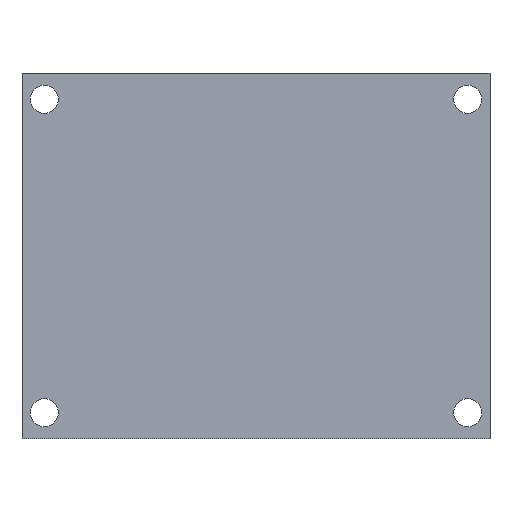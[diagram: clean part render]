
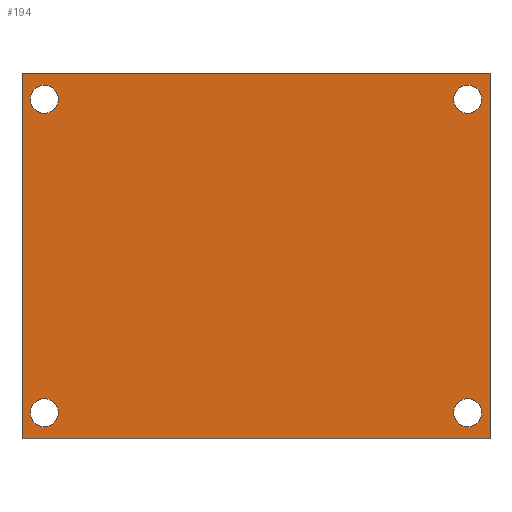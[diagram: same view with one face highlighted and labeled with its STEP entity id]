
A CAD part, front view. The second image highlights one B-rep face of the part: STEP entity #194.
In plain terms, the highlighted planar face has unit normal (0, -1, 0).
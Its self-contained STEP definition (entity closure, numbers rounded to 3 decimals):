
#26 = AXIS2_PLACEMENT_3D ( 'NONE', #740, #725, #598 ) ;
#37 = VERTEX_POINT ( 'NONE', #693 ) ;
#54 = EDGE_CURVE ( 'NONE', #689, #788, #428, .T. ) ;
#68 = CARTESIAN_POINT ( 'NONE',  ( -22.625, 0., -16.75 ) ) ;
#69 = CARTESIAN_POINT ( 'NONE',  ( 0., 0., 0. ) ) ;
#93 = CARTESIAN_POINT ( 'NONE',  ( 22.625, 0., 15.25 ) ) ;
#104 = AXIS2_PLACEMENT_3D ( 'NONE', #337, #625, #786 ) ;
#111 = ORIENTED_EDGE ( 'NONE', *, *, #140, .F. ) ;
#123 = EDGE_CURVE ( 'NONE', #788, #689, #368, .T. ) ;
#140 = EDGE_CURVE ( 'NONE', #900, #672, #292, .T. ) ;
#142 = DIRECTION ( 'NONE',  ( 0., 0., 1. ) ) ;
#149 = DIRECTION ( 'NONE',  ( 0., -1., 0. ) ) ;
#152 = LINE ( 'NONE', #380, #660 ) ;
#160 = DIRECTION ( 'NONE',  ( 0., 0., -1. ) ) ;
#163 = DIRECTION ( 'NONE',  ( -1., 0., 0. ) ) ;
#171 = AXIS2_PLACEMENT_3D ( 'NONE', #673, #724, #224 ) ;
#173 = VERTEX_POINT ( 'NONE', #828 ) ;
#176 = DIRECTION ( 'NONE',  ( 1., 0., 0. ) ) ;
#183 = CARTESIAN_POINT ( 'NONE',  ( 25., 0., -19.5 ) ) ;
#189 = CARTESIAN_POINT ( 'NONE',  ( 25., 0., 19.5 ) ) ;
#191 = ORIENTED_EDGE ( 'NONE', *, *, #334, .F. ) ;
#194 = ADVANCED_FACE ( 'NONE', ( #810, #816, #803, #593, #669 ), #232, .T. ) ;
#212 = EDGE_LOOP ( 'NONE', ( #735, #111, #191, #357 ) ) ;
#222 = VERTEX_POINT ( 'NONE', #656 ) ;
#224 = DIRECTION ( 'NONE',  ( 0., 0., 1. ) ) ;
#232 = PLANE ( 'NONE',  #736 ) ;
#235 = EDGE_LOOP ( 'NONE', ( #505, #517 ) ) ;
#254 = EDGE_CURVE ( 'NONE', #222, #795, #445, .T. ) ;
#273 = VECTOR ( 'NONE', #463, 1000. ) ;
#292 = LINE ( 'NONE', #376, #707 ) ;
#294 = VERTEX_POINT ( 'NONE', #314 ) ;
#314 = CARTESIAN_POINT ( 'NONE',  ( -22.625, 0., 18.25 ) ) ;
#315 = ORIENTED_EDGE ( 'NONE', *, *, #860, .T. ) ;
#334 = EDGE_CURVE ( 'NONE', #37, #900, #551, .T. ) ;
#337 = CARTESIAN_POINT ( 'NONE',  ( -22.625, 0., -16.75 ) ) ;
#338 = AXIS2_PLACEMENT_3D ( 'NONE', #772, #549, #930 ) ;
#347 = DIRECTION ( 'NONE',  ( 0., 0., 1. ) ) ;
#352 = AXIS2_PLACEMENT_3D ( 'NONE', #932, #868, #347 ) ;
#357 = ORIENTED_EDGE ( 'NONE', *, *, #382, .F. ) ;
#367 = ORIENTED_EDGE ( 'NONE', *, *, #563, .T. ) ;
#368 = CIRCLE ( 'NONE', #755, 1.5 ) ;
#376 = CARTESIAN_POINT ( 'NONE',  ( 25., 0., -19.5 ) ) ;
#380 = CARTESIAN_POINT ( 'NONE',  ( -25., 0., -19.5 ) ) ;
#382 = EDGE_CURVE ( 'NONE', #173, #37, #401, .T. ) ;
#389 = CIRCLE ( 'NONE', #681, 1.5 ) ;
#391 = CARTESIAN_POINT ( 'NONE',  ( 22.625, 0., -15.25 ) ) ;
#397 = ORIENTED_EDGE ( 'NONE', *, *, #123, .T. ) ;
#401 = LINE ( 'NONE', #189, #796 ) ;
#425 = DIRECTION ( 'NONE',  ( 0., 0., 1. ) ) ;
#428 = CIRCLE ( 'NONE', #338, 1.5 ) ;
#444 = VERTEX_POINT ( 'NONE', #491 ) ;
#445 = CIRCLE ( 'NONE', #26, 1.5 ) ;
#446 = CARTESIAN_POINT ( 'NONE',  ( -25., 0., -19.5 ) ) ;
#463 = DIRECTION ( 'NONE',  ( 0., 0., -1. ) ) ;
#482 = AXIS2_PLACEMENT_3D ( 'NONE', #785, #857, #425 ) ;
#491 = CARTESIAN_POINT ( 'NONE',  ( -22.625, 0., -15.25 ) ) ;
#505 = ORIENTED_EDGE ( 'NONE', *, *, #620, .T. ) ;
#507 = EDGE_CURVE ( 'NONE', #775, #444, #583, .T. ) ;
#517 = ORIENTED_EDGE ( 'NONE', *, *, #254, .T. ) ;
#549 = DIRECTION ( 'NONE',  ( 0., 1., 0. ) ) ;
#551 = LINE ( 'NONE', #183, #273 ) ;
#552 = ORIENTED_EDGE ( 'NONE', *, *, #507, .T. ) ;
#563 = EDGE_CURVE ( 'NONE', #444, #775, #389, .T. ) ;
#583 = CIRCLE ( 'NONE', #104, 1.5 ) ;
#585 = DIRECTION ( 'NONE',  ( 0., 1., 0. ) ) ;
#593 = FACE_BOUND ( 'NONE', #892, .T. ) ;
#598 = DIRECTION ( 'NONE',  ( 0., 0., 1. ) ) ;
#607 = DIRECTION ( 'NONE',  ( 0., 1., 0. ) ) ;
#620 = EDGE_CURVE ( 'NONE', #795, #222, #784, .T. ) ;
#621 = CARTESIAN_POINT ( 'NONE',  ( -22.625, 0., -18.25 ) ) ;
#625 = DIRECTION ( 'NONE',  ( 0., 1., 0. ) ) ;
#633 = CARTESIAN_POINT ( 'NONE',  ( 22.625, 0., -16.75 ) ) ;
#637 = CARTESIAN_POINT ( 'NONE',  ( 25., 0., -19.5 ) ) ;
#656 = CARTESIAN_POINT ( 'NONE',  ( 22.625, 0., 18.25 ) ) ;
#660 = VECTOR ( 'NONE', #142, 1000. ) ;
#665 = EDGE_CURVE ( 'NONE', #672, #173, #152, .T. ) ;
#669 = FACE_BOUND ( 'NONE', #934, .T. ) ;
#672 = VERTEX_POINT ( 'NONE', #446 ) ;
#673 = CARTESIAN_POINT ( 'NONE',  ( 22.625, 0., 16.75 ) ) ;
#681 = AXIS2_PLACEMENT_3D ( 'NONE', #68, #585, #875 ) ;
#689 = VERTEX_POINT ( 'NONE', #822 ) ;
#693 = CARTESIAN_POINT ( 'NONE',  ( 25., 0., 19.5 ) ) ;
#707 = VECTOR ( 'NONE', #163, 1000. ) ;
#710 = DIRECTION ( 'NONE',  ( 0., 0., 1. ) ) ;
#724 = DIRECTION ( 'NONE',  ( 0., 1., 0. ) ) ;
#725 = DIRECTION ( 'NONE',  ( 0., 1., 0. ) ) ;
#735 = ORIENTED_EDGE ( 'NONE', *, *, #665, .F. ) ;
#736 = AXIS2_PLACEMENT_3D ( 'NONE', #69, #149, #160 ) ;
#740 = CARTESIAN_POINT ( 'NONE',  ( 22.625, 0., 16.75 ) ) ;
#743 = VERTEX_POINT ( 'NONE', #906 ) ;
#755 = AXIS2_PLACEMENT_3D ( 'NONE', #633, #607, #710 ) ;
#762 = ORIENTED_EDGE ( 'NONE', *, *, #841, .T. ) ;
#772 = CARTESIAN_POINT ( 'NONE',  ( 22.625, 0., -16.75 ) ) ;
#775 = VERTEX_POINT ( 'NONE', #621 ) ;
#784 = CIRCLE ( 'NONE', #171, 1.5 ) ;
#785 = CARTESIAN_POINT ( 'NONE',  ( -22.625, 0., 16.75 ) ) ;
#786 = DIRECTION ( 'NONE',  ( 0., 0., 1. ) ) ;
#788 = VERTEX_POINT ( 'NONE', #391 ) ;
#795 = VERTEX_POINT ( 'NONE', #93 ) ;
#796 = VECTOR ( 'NONE', #176, 1000. ) ;
#803 = FACE_OUTER_BOUND ( 'NONE', #212, .T. ) ;
#810 = FACE_BOUND ( 'NONE', #235, .T. ) ;
#816 = FACE_BOUND ( 'NONE', #852, .T. ) ;
#818 = CIRCLE ( 'NONE', #352, 1.5 ) ;
#822 = CARTESIAN_POINT ( 'NONE',  ( 22.625, 0., -18.25 ) ) ;
#828 = CARTESIAN_POINT ( 'NONE',  ( -25., 0., 19.5 ) ) ;
#841 = EDGE_CURVE ( 'NONE', #743, #294, #818, .T. ) ;
#852 = EDGE_LOOP ( 'NONE', ( #552, #367 ) ) ;
#853 = CIRCLE ( 'NONE', #482, 1.5 ) ;
#857 = DIRECTION ( 'NONE',  ( 0., 1., 0. ) ) ;
#860 = EDGE_CURVE ( 'NONE', #294, #743, #853, .T. ) ;
#868 = DIRECTION ( 'NONE',  ( 0., 1., 0. ) ) ;
#875 = DIRECTION ( 'NONE',  ( 0., 0., 1. ) ) ;
#892 = EDGE_LOOP ( 'NONE', ( #762, #315 ) ) ;
#900 = VERTEX_POINT ( 'NONE', #637 ) ;
#906 = CARTESIAN_POINT ( 'NONE',  ( -22.625, 0., 15.25 ) ) ;
#930 = DIRECTION ( 'NONE',  ( 0., 0., 1. ) ) ;
#932 = CARTESIAN_POINT ( 'NONE',  ( -22.625, 0., 16.75 ) ) ;
#934 = EDGE_LOOP ( 'NONE', ( #953, #397 ) ) ;
#953 = ORIENTED_EDGE ( 'NONE', *, *, #54, .T. ) ;
